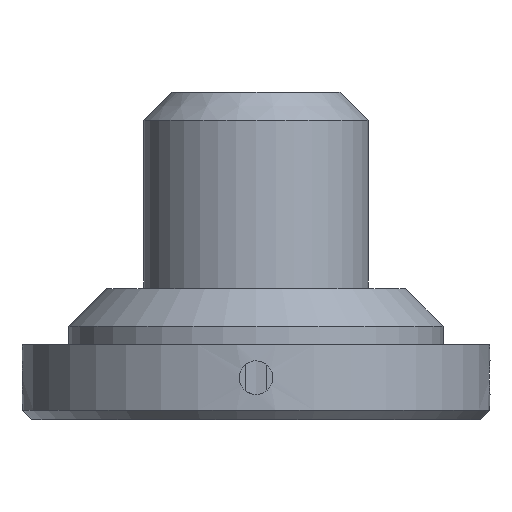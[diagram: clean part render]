
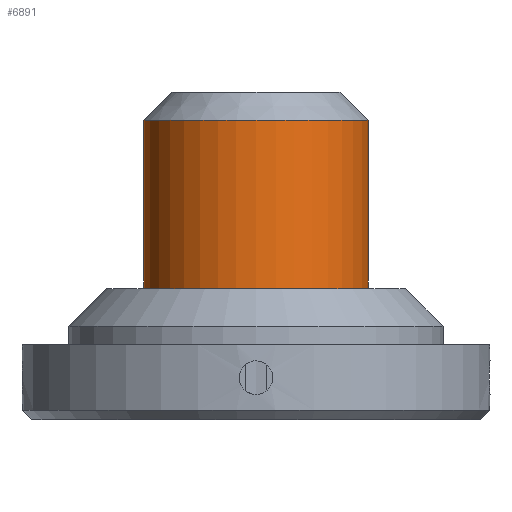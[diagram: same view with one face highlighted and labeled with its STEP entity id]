
A CAD part, front view. The second image highlights one B-rep face of the part: STEP entity #6891.
In plain terms, the highlighted cylindrical face has radius 12 mm (diameter 24 mm), a full revolution.
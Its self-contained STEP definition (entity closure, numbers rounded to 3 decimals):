
#931 = CONICAL_SURFACE('',#932,12.,0.785);
#932 = AXIS2_PLACEMENT_3D('',#933,#934,#935);
#933 = CARTESIAN_POINT('',(0.,0.,10.));
#934 = DIRECTION('',(0.,0.,-1.));
#935 = DIRECTION('',(1.,0.,0.));
#4577 = VERTEX_POINT('',#4578);
#4578 = CARTESIAN_POINT('',(12.,0.,10.));
#4599 = EDGE_CURVE('',#4577,#4577,#4600,.T.);
#4600 = SURFACE_CURVE('',#4601,(#4606,#4613),.PCURVE_S1.);
#4601 = CIRCLE('',#4602,12.);
#4602 = AXIS2_PLACEMENT_3D('',#4603,#4604,#4605);
#4603 = CARTESIAN_POINT('',(0.,0.,10.));
#4604 = DIRECTION('',(0.,0.,1.));
#4605 = DIRECTION('',(1.,0.,0.));
#4606 = PCURVE('',#931,#4607);
#4607 = DEFINITIONAL_REPRESENTATION('',(#4608),#4612);
#4608 = LINE('',#4609,#4610);
#4609 = CARTESIAN_POINT('',(0.,0.));
#4610 = VECTOR('',#4611,1.);
#4611 = DIRECTION('',(-1.,0.));
#4612 = ( GEOMETRIC_REPRESENTATION_CONTEXT(2) 
PARAMETRIC_REPRESENTATION_CONTEXT() REPRESENTATION_CONTEXT('2D SPACE',''
  ) );
#4613 = PCURVE('',#4614,#4619);
#4614 = CYLINDRICAL_SURFACE('',#4615,12.);
#4615 = AXIS2_PLACEMENT_3D('',#4616,#4617,#4618);
#4616 = CARTESIAN_POINT('',(0.,0.,8.));
#4617 = DIRECTION('',(0.,0.,-1.));
#4618 = DIRECTION('',(1.,0.,0.));
#4619 = DEFINITIONAL_REPRESENTATION('',(#4620),#4624);
#4620 = LINE('',#4621,#4622);
#4621 = CARTESIAN_POINT('',(0.,-2.));
#4622 = VECTOR('',#4623,1.);
#4623 = DIRECTION('',(-1.,0.));
#4624 = ( GEOMETRIC_REPRESENTATION_CONTEXT(2) 
PARAMETRIC_REPRESENTATION_CONTEXT() REPRESENTATION_CONTEXT('2D SPACE',''
  ) );
#6891 = ADVANCED_FACE('',(#6892),#4614,.T.);
#6892 = FACE_BOUND('',#6893,.F.);
#6893 = EDGE_LOOP('',(#6894,#6917,#6918,#6919));
#6894 = ORIENTED_EDGE('',*,*,#6895,.F.);
#6895 = EDGE_CURVE('',#4577,#6896,#6898,.T.);
#6896 = VERTEX_POINT('',#6897);
#6897 = CARTESIAN_POINT('',(12.,0.,32.));
#6898 = SEAM_CURVE('',#6899,(#6903,#6910),.PCURVE_S1.);
#6899 = LINE('',#6900,#6901);
#6900 = CARTESIAN_POINT('',(12.,0.,8.));
#6901 = VECTOR('',#6902,1.);
#6902 = DIRECTION('',(0.,0.,1.));
#6903 = PCURVE('',#4614,#6904);
#6904 = DEFINITIONAL_REPRESENTATION('',(#6905),#6909);
#6905 = LINE('',#6906,#6907);
#6906 = CARTESIAN_POINT('',(-6.283,0.));
#6907 = VECTOR('',#6908,1.);
#6908 = DIRECTION('',(0.,-1.));
#6909 = ( GEOMETRIC_REPRESENTATION_CONTEXT(2) 
PARAMETRIC_REPRESENTATION_CONTEXT() REPRESENTATION_CONTEXT('2D SPACE',''
  ) );
#6910 = PCURVE('',#4614,#6911);
#6911 = DEFINITIONAL_REPRESENTATION('',(#6912),#6916);
#6912 = LINE('',#6913,#6914);
#6913 = CARTESIAN_POINT('',(0.,0.));
#6914 = VECTOR('',#6915,1.);
#6915 = DIRECTION('',(0.,-1.));
#6916 = ( GEOMETRIC_REPRESENTATION_CONTEXT(2) 
PARAMETRIC_REPRESENTATION_CONTEXT() REPRESENTATION_CONTEXT('2D SPACE',''
  ) );
#6917 = ORIENTED_EDGE('',*,*,#4599,.F.);
#6918 = ORIENTED_EDGE('',*,*,#6895,.T.);
#6919 = ORIENTED_EDGE('',*,*,#6920,.T.);
#6920 = EDGE_CURVE('',#6896,#6896,#6921,.T.);
#6921 = SURFACE_CURVE('',#6922,(#6927,#6934),.PCURVE_S1.);
#6922 = CIRCLE('',#6923,12.);
#6923 = AXIS2_PLACEMENT_3D('',#6924,#6925,#6926);
#6924 = CARTESIAN_POINT('',(0.,0.,32.));
#6925 = DIRECTION('',(0.,0.,1.));
#6926 = DIRECTION('',(1.,0.,0.));
#6927 = PCURVE('',#4614,#6928);
#6928 = DEFINITIONAL_REPRESENTATION('',(#6929),#6933);
#6929 = LINE('',#6930,#6931);
#6930 = CARTESIAN_POINT('',(0.,-24.));
#6931 = VECTOR('',#6932,1.);
#6932 = DIRECTION('',(-1.,0.));
#6933 = ( GEOMETRIC_REPRESENTATION_CONTEXT(2) 
PARAMETRIC_REPRESENTATION_CONTEXT() REPRESENTATION_CONTEXT('2D SPACE',''
  ) );
#6934 = PCURVE('',#6935,#6940);
#6935 = CONICAL_SURFACE('',#6936,12.,0.785);
#6936 = AXIS2_PLACEMENT_3D('',#6937,#6938,#6939);
#6937 = CARTESIAN_POINT('',(0.,0.,32.));
#6938 = DIRECTION('',(0.,0.,-1.));
#6939 = DIRECTION('',(1.,0.,0.));
#6940 = DEFINITIONAL_REPRESENTATION('',(#6941),#6945);
#6941 = LINE('',#6942,#6943);
#6942 = CARTESIAN_POINT('',(0.,0.));
#6943 = VECTOR('',#6944,1.);
#6944 = DIRECTION('',(-1.,0.));
#6945 = ( GEOMETRIC_REPRESENTATION_CONTEXT(2) 
PARAMETRIC_REPRESENTATION_CONTEXT() REPRESENTATION_CONTEXT('2D SPACE',''
  ) );
